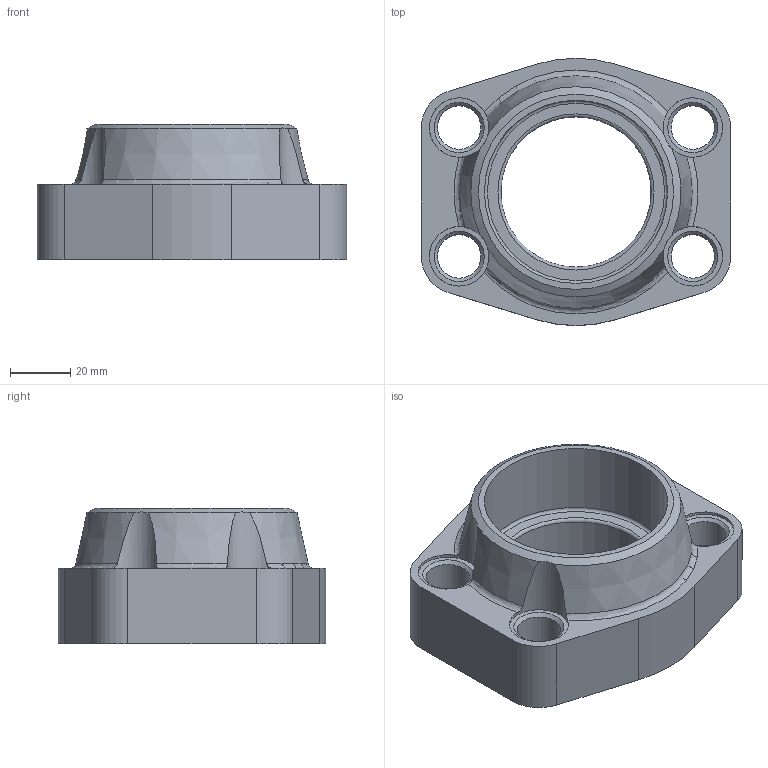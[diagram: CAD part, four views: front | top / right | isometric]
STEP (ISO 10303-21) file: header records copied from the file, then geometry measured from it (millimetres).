
FILE_DESCRIPTION(/* description */ (''),/* implementation_level */ '2;1');
FILE_NAME(/* name */ 'X-AFLA51-3.stp',/* time_stamp */ '2014-03-18T10:28:35+01:00',/* author */ (''),/* organization */ ('AVIT GmbH'),/* preprocessor_version */ 'ST-DEVELOPER v15',/* originating_system */ 'SIEMENS PLM Software NX 8.5',/* authorisation */ '');
FILE_SCHEMA (('AP203_CONFIGURATION_CONTROLLED_3D_DESIGN_OF_MECHANICAL_PARTS_AND_ASSEMBLIES_MIM_LF { 1 0 10303 403 2 1 2}'));
Bounding box: 103 x 89 x 45 mm (x, y, z)
Volume: 147940.3 mm3; surface area: 35633.1 mm2
Topology: 1 solids, 1 shells, 53 faces, 135 edges, 88 vertices
Faces by surface type: cylinder 18, plane 16, cone 13, torus 6
Full cylindrical faces by diameter (mm): 14.5 x4, 19.8 x4, 50 x1, 54.91 x1, 61 x1, 63.8 x1
Entity records: 1644 total; most frequent: CRTPNT 392, DRCTN 250, ORNEDG 206, A2PL3D 113, EDGCRV 103, EDGLP 90, VRTPNT 79, FCBND 70
